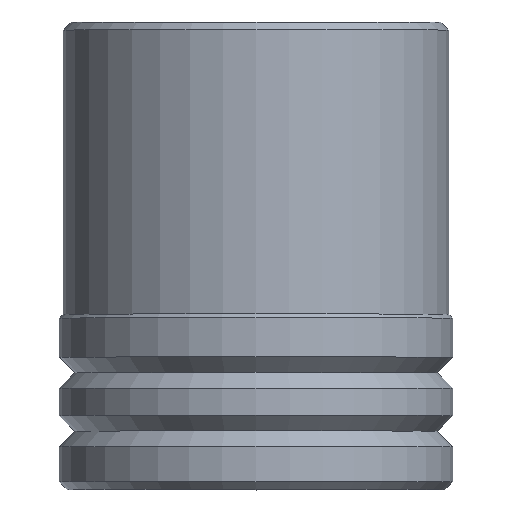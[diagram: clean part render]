
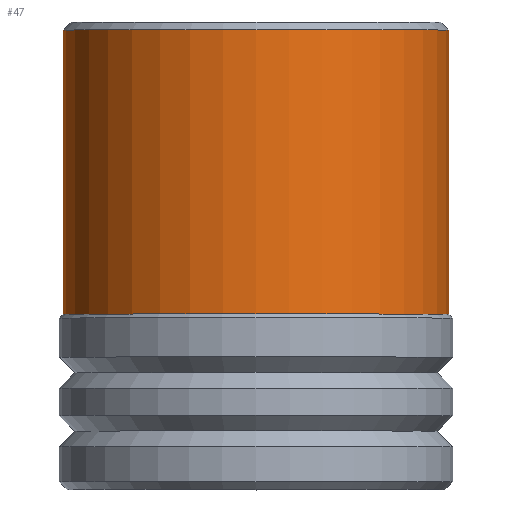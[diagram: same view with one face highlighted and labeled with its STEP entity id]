
A CAD part, top view. The second image highlights one B-rep face of the part: STEP entity #47.
In plain terms, the highlighted cylindrical face has radius 4.95 mm (diameter 9.9 mm), a partial arc.
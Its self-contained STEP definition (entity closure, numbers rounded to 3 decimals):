
#8 = VERTEX_POINT ( 'NONE', #434 ) ;
#26 = EDGE_CURVE ( 'NONE', #43, #48, #94, .T. ) ;
#41 = ORIENTED_EDGE ( 'NONE', *, *, #44, .T. ) ;
#43 = VERTEX_POINT ( 'NONE', #638 ) ;
#44 = EDGE_CURVE ( 'NONE', #48, #89, #646, .T. ) ;
#45 = ORIENTED_EDGE ( 'NONE', *, *, #26, .T. ) ;
#46 = ORIENTED_EDGE ( 'NONE', *, *, #92, .F. ) ;
#47 = ADVANCED_FACE ( 'NONE', ( #648 ), #632, .T. ) ;
#48 = VERTEX_POINT ( 'NONE', #631 ) ;
#89 = VERTEX_POINT ( 'NONE', #488 ) ;
#92 = EDGE_CURVE ( 'NONE', #8, #89, #507, .T. ) ;
#94 = CIRCLE ( 'NONE', #102, 4.95 ) ;
#96 = DIRECTION ( 'NONE',  ( -1., 0., 0. ) ) ;
#97 = DIRECTION ( 'NONE',  ( 0., 1., 0. ) ) ;
#98 = CARTESIAN_POINT ( 'NONE',  ( -524.958, 72.931, 0. ) ) ;
#100 = EDGE_LOOP ( 'NONE', ( #45, #41, #46, #157 ) ) ;
#102 = AXIS2_PLACEMENT_3D ( 'NONE', #98, #97, #96 ) ;
#157 = ORIENTED_EDGE ( 'NONE', *, *, #175, .F. ) ;
#175 = EDGE_CURVE ( 'NONE', #43, #8, #858, .T. ) ;
#434 = CARTESIAN_POINT ( 'NONE',  ( -529.908, 80.228, 0. ) ) ;
#488 = CARTESIAN_POINT ( 'NONE',  ( -520.008, 80.228, 0. ) ) ;
#493 = AXIS2_PLACEMENT_3D ( 'NONE', #658, #599, #598 ) ;
#507 = CIRCLE ( 'NONE', #493, 4.95 ) ;
#598 = DIRECTION ( 'NONE',  ( -1., 0., 0. ) ) ;
#599 = DIRECTION ( 'NONE',  ( 0., 1., 0. ) ) ;
#631 = CARTESIAN_POINT ( 'NONE',  ( -520.008, 72.931, 0. ) ) ;
#632 = CYLINDRICAL_SURFACE ( 'NONE', #641, 4.95 ) ;
#637 = DIRECTION ( 'NONE',  ( -1., 0., 0. ) ) ;
#638 = CARTESIAN_POINT ( 'NONE',  ( -529.908, 72.931, 0. ) ) ;
#640 = DIRECTION ( 'NONE',  ( 0., 1., 0. ) ) ;
#641 = AXIS2_PLACEMENT_3D ( 'NONE', #677, #640, #637 ) ;
#642 = DIRECTION ( 'NONE',  ( 0., 1., 0. ) ) ;
#643 = VECTOR ( 'NONE', #642, 1000. ) ;
#645 = CARTESIAN_POINT ( 'NONE',  ( -520.008, 82.428, 0. ) ) ;
#646 = LINE ( 'NONE', #645, #643 ) ;
#648 = FACE_OUTER_BOUND ( 'NONE', #100, .T. ) ;
#658 = CARTESIAN_POINT ( 'NONE',  ( -524.958, 80.228, 0. ) ) ;
#677 = CARTESIAN_POINT ( 'NONE',  ( -524.958, 82.428, 0. ) ) ;
#838 = DIRECTION ( 'NONE',  ( 0., 1., 0. ) ) ;
#839 = VECTOR ( 'NONE', #838, 1000. ) ;
#840 = CARTESIAN_POINT ( 'NONE',  ( -529.908, 82.428, 0. ) ) ;
#858 = LINE ( 'NONE', #840, #839 ) ;
